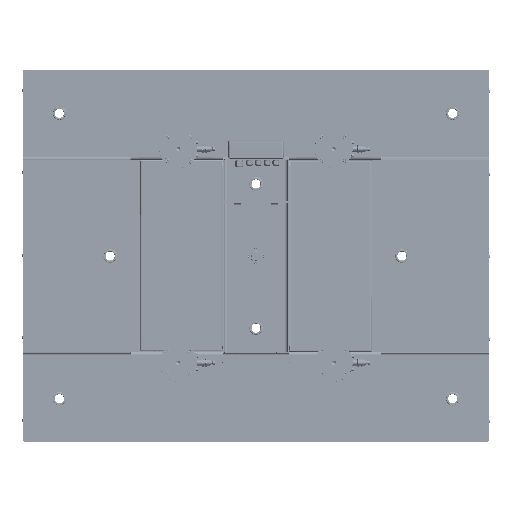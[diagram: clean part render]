
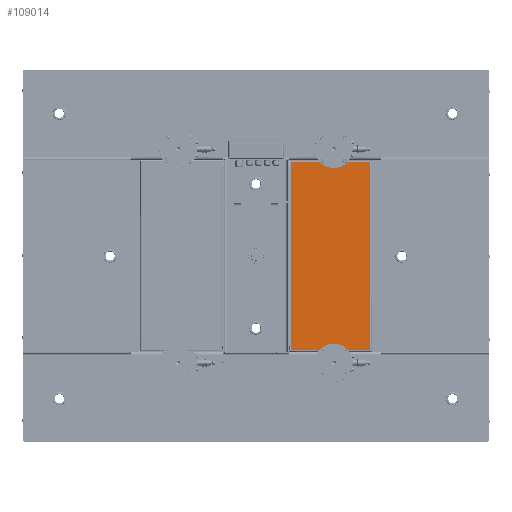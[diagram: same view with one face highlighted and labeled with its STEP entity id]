
A CAD part, top view. The second image highlights one B-rep face of the part: STEP entity #109014.
In plain terms, the highlighted planar face has unit normal (0, 0, 1).
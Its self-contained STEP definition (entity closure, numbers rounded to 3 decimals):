
#6434=FACE_OUTER_BOUND('',#12656,.T.);
#12656=EDGE_LOOP('',(#69873,#69874,#69875,#69876,#69877,#69878,#69879,#69880,
#69881,#69882,#69883,#69884));
#20193=LINE('',#161061,#28586);
#20216=LINE('',#161539,#28609);
#20248=LINE('',#161609,#28641);
#20256=LINE('',#161634,#28649);
#20259=LINE('',#161640,#28652);
#20262=LINE('',#161648,#28655);
#20265=LINE('',#161652,#28658);
#20272=LINE('',#161666,#28665);
#20274=LINE('',#161670,#28667);
#20276=LINE('',#161673,#28669);
#20277=LINE('',#161675,#28670);
#20278=LINE('',#161676,#28671);
#28586=VECTOR('',#129260,10.);
#28609=VECTOR('',#129311,10.);
#28641=VECTOR('',#129381,10.);
#28649=VECTOR('',#129413,10.);
#28652=VECTOR('',#129418,10.);
#28655=VECTOR('',#129423,10.);
#28658=VECTOR('',#129428,10.);
#28665=VECTOR('',#129439,10.);
#28667=VECTOR('',#129443,10.);
#28669=VECTOR('',#129447,10.);
#28670=VECTOR('',#129450,10.);
#28671=VECTOR('',#129451,10.);
#42821=VERTEX_POINT('',#161052);
#42822=VERTEX_POINT('',#161060);
#42842=VERTEX_POINT('',#161537);
#42861=VERTEX_POINT('',#161608);
#42865=VERTEX_POINT('',#161623);
#42866=VERTEX_POINT('',#161627);
#42868=VERTEX_POINT('',#161638);
#42871=VERTEX_POINT('',#161645);
#42872=VERTEX_POINT('',#161647);
#42876=VERTEX_POINT('',#161663);
#42877=VERTEX_POINT('',#161665);
#42878=VERTEX_POINT('',#161669);
#53348=EDGE_CURVE('',#42821,#42822,#20193,.T.);
#53396=EDGE_CURVE('',#42821,#42842,#20216,.T.);
#53432=EDGE_CURVE('',#42861,#42822,#20248,.T.);
#53446=EDGE_CURVE('',#42865,#42866,#20256,.T.);
#53449=EDGE_CURVE('',#42866,#42868,#20259,.T.);
#53452=EDGE_CURVE('',#42872,#42871,#20262,.T.);
#53455=EDGE_CURVE('',#42868,#42872,#20265,.T.);
#53462=EDGE_CURVE('',#42877,#42876,#20272,.T.);
#53464=EDGE_CURVE('',#42878,#42865,#20274,.T.);
#53466=EDGE_CURVE('',#42876,#42878,#20276,.T.);
#53467=EDGE_CURVE('',#42877,#42842,#20277,.T.);
#53468=EDGE_CURVE('',#42861,#42871,#20278,.T.);
#69873=ORIENTED_EDGE('',*,*,#53396,.T.);
#69874=ORIENTED_EDGE('',*,*,#53467,.F.);
#69875=ORIENTED_EDGE('',*,*,#53462,.T.);
#69876=ORIENTED_EDGE('',*,*,#53466,.T.);
#69877=ORIENTED_EDGE('',*,*,#53464,.T.);
#69878=ORIENTED_EDGE('',*,*,#53446,.T.);
#69879=ORIENTED_EDGE('',*,*,#53449,.T.);
#69880=ORIENTED_EDGE('',*,*,#53455,.T.);
#69881=ORIENTED_EDGE('',*,*,#53452,.T.);
#69882=ORIENTED_EDGE('',*,*,#53468,.F.);
#69883=ORIENTED_EDGE('',*,*,#53432,.T.);
#69884=ORIENTED_EDGE('',*,*,#53348,.F.);
#99363=PLANE('',#116188);
#109014=ADVANCED_FACE('',(#6434),#99363,.T.);
#116188=AXIS2_PLACEMENT_3D('',#161674,#129448,#129449);
#129260=DIRECTION('',(0.,-1.,0.));
#129311=DIRECTION('',(-1.,0.,0.));
#129381=DIRECTION('',(1.,0.,0.));
#129413=DIRECTION('',(0.,-1.,0.));
#129418=DIRECTION('',(1.,0.,0.));
#129423=DIRECTION('',(-1.,0.,0.));
#129428=DIRECTION('',(0.,-1.,0.));
#129439=DIRECTION('',(1.,0.,0.));
#129443=DIRECTION('',(-1.,0.,0.));
#129447=DIRECTION('',(0.,-1.,0.));
#129448=DIRECTION('center_axis',(0.,0.,
1.));
#129449=DIRECTION('ref_axis',(1.,0.,0.));
#129450=DIRECTION('',(0.,1.,0.));
#129451=DIRECTION('',(0.,1.,0.));
#161052=CARTESIAN_POINT('',(361.,297.,155.));
#161060=CARTESIAN_POINT('',(361.,-298.,155.));
#161061=CARTESIAN_POINT('',(361.,301.,155.));
#161537=CARTESIAN_POINT('',(105.,297.,155.));
#161539=CARTESIAN_POINT('',(297.,297.,155.));
#161608=CARTESIAN_POINT('',(105.,-298.,155.));
#161609=CARTESIAN_POINT('',(169.,-298.,155.));
#161623=CARTESIAN_POINT('',(109.,295.,155.));
#161627=CARTESIAN_POINT('',(109.,-296.,155.));
#161634=CARTESIAN_POINT('',(109.,-148.25,155.));
#161638=CARTESIAN_POINT('',(109.01,-296.,155.));
#161640=CARTESIAN_POINT('',(171.005,-296.,155.));
#161645=CARTESIAN_POINT('',(105.,-296.01,155.));
#161647=CARTESIAN_POINT('',(109.01,-296.01,155.));
#161648=CARTESIAN_POINT('',(169.,-296.01,155.));
#161652=CARTESIAN_POINT('',(109.01,-148.255,155.));
#161663=CARTESIAN_POINT('',(109.01,295.01,155.));
#161665=CARTESIAN_POINT('',(105.,295.01,155.));
#161666=CARTESIAN_POINT('',(171.005,295.01,155.));
#161669=CARTESIAN_POINT('',(109.01,295.,155.));
#161670=CARTESIAN_POINT('',(169.,295.,155.));
#161673=CARTESIAN_POINT('',(109.01,147.25,155.));
#161674=CARTESIAN_POINT('Origin',(233.,-0.5,155.));
#161675=CARTESIAN_POINT('',(105.,150.75,155.));
#161676=CARTESIAN_POINT('',(105.,150.75,155.));
